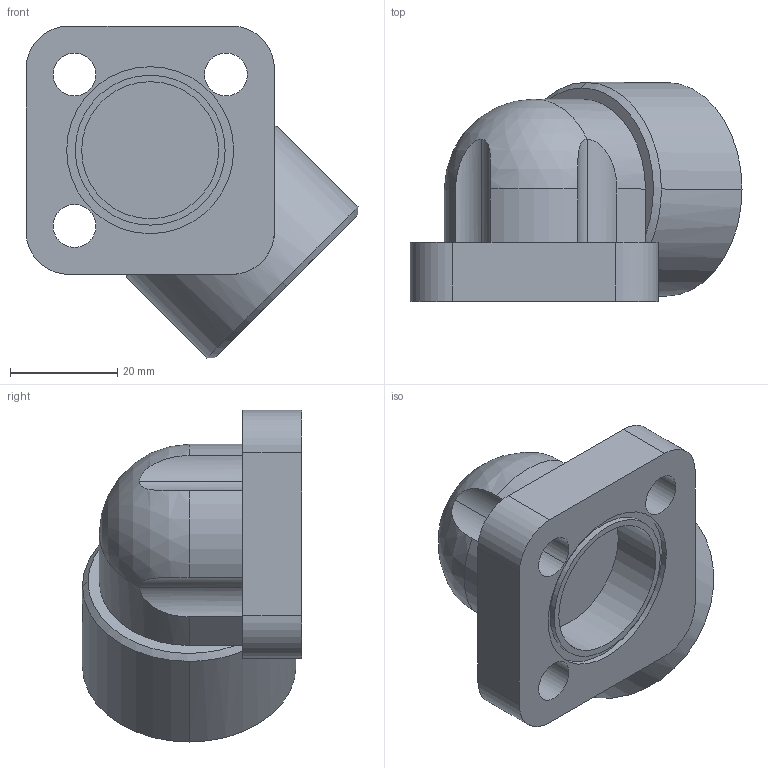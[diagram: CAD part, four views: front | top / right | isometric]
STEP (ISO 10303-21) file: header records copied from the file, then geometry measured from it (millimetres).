
FILE_DESCRIPTION(('STEP AP214'),'1');
FILE_NAME('b1-005.stp','2021-01-28T15:32:17',('TraceParts'),('TraceParts S.A.'),'Spatial InterOp 3D',' ',' ');
FILE_SCHEMA(('AUTOMOTIVE_DESIGN { 1 0 10303 214 1 1 1 1 }'));
Length unit declared in the file: millimetre
Products named in the file (1): b1-005
Bounding box: 62.02 x 40.95 x 62.02 mm (x, y, z)
Volume: 57656.4 mm3; surface area: 13087.2 mm2
Topology: 1 solids, 1 shells, 52 faces, 134 edges, 87 vertices
Faces by surface type: cylinder 29, plane 16, cone 6, sphere 1
Entity records: 1769 total; most frequent: CARTESIAN_POINT 432, DIRECTION 296, ORIENTED_EDGE 266, EDGE_CURVE 133, AXIS2_PLACEMENT_3D 119, VERTEX_POINT 87, CIRCLE 64, EDGE_LOOP 62
